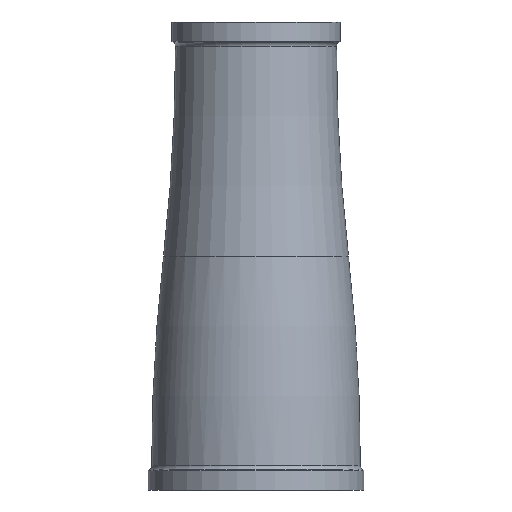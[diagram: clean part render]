
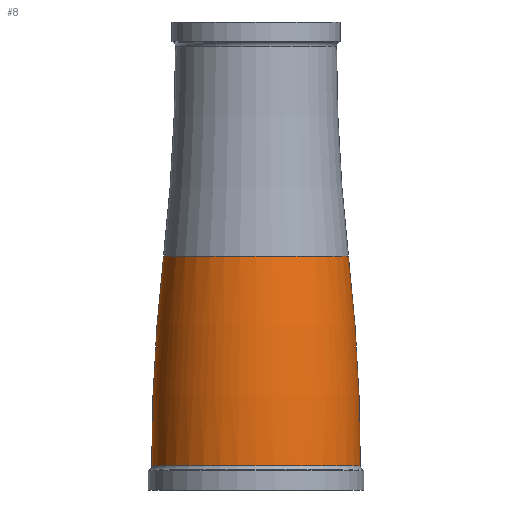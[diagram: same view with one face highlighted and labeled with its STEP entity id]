
A CAD part, left-side view. The second image highlights one B-rep face of the part: STEP entity #8.
In plain terms, the highlighted toroidal (fillet/blend) face has major radius 402.641 mm and minor radius 426.241 mm.
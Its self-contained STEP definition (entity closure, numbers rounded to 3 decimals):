
#8 = ADVANCED_FACE ( 'NONE', ( #97 ), #912, .T. ) ;
#30 = CARTESIAN_POINT ( 'NONE',  ( 0., 402.641, -47.9 ) ) ;
#35 = DIRECTION ( 'NONE',  ( -1., 0., 0. ) ) ;
#97 = FACE_OUTER_BOUND ( 'NONE', #567, .T. ) ;
#131 = CARTESIAN_POINT ( 'NONE',  ( 0., 0., -47.401 ) ) ;
#165 = CIRCLE ( 'NONE', #630, 23.6 ) ;
#272 = VERTEX_POINT ( 'NONE', #556 ) ;
#273 = AXIS2_PLACEMENT_3D ( 'NONE', #376, #35, #456 ) ;
#341 = AXIS2_PLACEMENT_3D ( 'NONE', #833, #1002, #932 ) ;
#345 = VERTEX_POINT ( 'NONE', #855 ) ;
#376 = CARTESIAN_POINT ( 'NONE',  ( 0., -402.641, -47.9 ) ) ;
#385 = DIRECTION ( 'NONE',  ( 0., 1., 0. ) ) ;
#415 = ORIENTED_EDGE ( 'NONE', *, *, #862, .T. ) ;
#420 = EDGE_CURVE ( 'NONE', #895, #345, #974, .T. ) ;
#456 = DIRECTION ( 'NONE',  ( 0., 0., 1. ) ) ;
#464 = CARTESIAN_POINT ( 'NONE',  ( 0., 0., 0. ) ) ;
#467 = CIRCLE ( 'NONE', #273, 426.241 ) ;
#500 = EDGE_CURVE ( 'NONE', #345, #272, #165, .T. ) ;
#537 = DIRECTION ( 'NONE',  ( 0., 0., -1. ) ) ;
#556 = CARTESIAN_POINT ( 'NONE',  ( 0., 23.6, -47.401 ) ) ;
#567 = EDGE_LOOP ( 'NONE', ( #675, #415, #961, #988 ) ) ;
#609 = AXIS2_PLACEMENT_3D ( 'NONE', #30, #1021, #695 ) ;
#630 = AXIS2_PLACEMENT_3D ( 'NONE', #131, #537, #860 ) ;
#675 = ORIENTED_EDGE ( 'NONE', *, *, #420, .F. ) ;
#695 = DIRECTION ( 'NONE',  ( 0., 1., 0. ) ) ;
#770 = CARTESIAN_POINT ( 'NONE',  ( 0., -20.9, 0. ) ) ;
#833 = CARTESIAN_POINT ( 'NONE',  ( 0., 0., -47.9 ) ) ;
#849 = AXIS2_PLACEMENT_3D ( 'NONE', #464, #1019, #385 ) ;
#855 = CARTESIAN_POINT ( 'NONE',  ( 0., -23.6, -47.401 ) ) ;
#860 = DIRECTION ( 'NONE',  ( 0., 1., 0. ) ) ;
#862 = EDGE_CURVE ( 'NONE', #895, #953, #917, .T. ) ;
#895 = VERTEX_POINT ( 'NONE', #770 ) ;
#905 = EDGE_CURVE ( 'NONE', #953, #272, #467, .T. ) ;
#912 = TOROIDAL_SURFACE ( 'NONE', #341, -402.641, 426.241 ) ;
#917 = CIRCLE ( 'NONE', #849, 20.9 ) ;
#919 = CARTESIAN_POINT ( 'NONE',  ( 0., 20.9, 0. ) ) ;
#932 = DIRECTION ( 'NONE',  ( 0., 1., 0. ) ) ;
#953 = VERTEX_POINT ( 'NONE', #919 ) ;
#961 = ORIENTED_EDGE ( 'NONE', *, *, #905, .T. ) ;
#974 = CIRCLE ( 'NONE', #609, 426.241 ) ;
#988 = ORIENTED_EDGE ( 'NONE', *, *, #500, .F. ) ;
#1002 = DIRECTION ( 'NONE',  ( 0., 0., -1. ) ) ;
#1019 = DIRECTION ( 'NONE',  ( 0., 0., -1. ) ) ;
#1021 = DIRECTION ( 'NONE',  ( 1., 0., 0. ) ) ;
